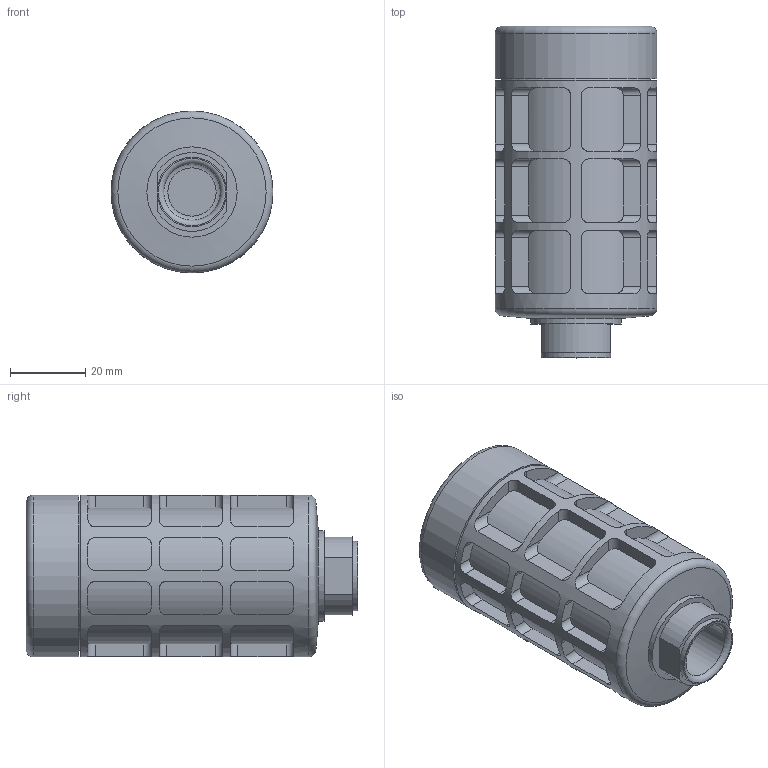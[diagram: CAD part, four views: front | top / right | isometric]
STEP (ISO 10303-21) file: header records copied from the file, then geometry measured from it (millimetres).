
FILE_DESCRIPTION(/* description */ ('STEP AP214'),/* implementation_level */ '2;1');
FILE_NAME(/* name */ '534225_U-1_2-20',/* time_stamp */ '2024-09-15T15:41:32+02:00',/* author */ ('License CC BY-ND 4.0'),/* organization */ ('CADENAS'),/* preprocessor_version */ 'ST-DEVELOPER v19.3',/* originating_system */ 'PARTsolutions',/* authorisation */ ' ');
FILE_SCHEMA (('AUTOMOTIVE_DESIGN {1 0 10303 214 3 1 1}'));
Length unit declared in the file: millimetre
Products named in the file (1): 534225 U-1/2-20
Bounding box: 43 x 88.1 x 43 mm (x, y, z)
Volume: 78773.7 mm3; surface area: 22250.3 mm2
Topology: 1 solids, 1 shells, 241 faces, 620 edges, 411 vertices
Faces by surface type: cylinder 128, plane 106, torus 5, cone 2
Full cylindrical faces by diameter (mm): 15 x1, 18.4 x1, 21.2 x1, 24 x1, 43 x2
Entity records: 9368 total; most frequent: CARTESIAN_POINT 2088, ORIENTED_EDGE 1214, DIRECTION 1018, EDGE_CURVE 607, VERTEX_POINT 411, AXIS2_PLACEMENT_3D 361, LINE 296, VECTOR 296
